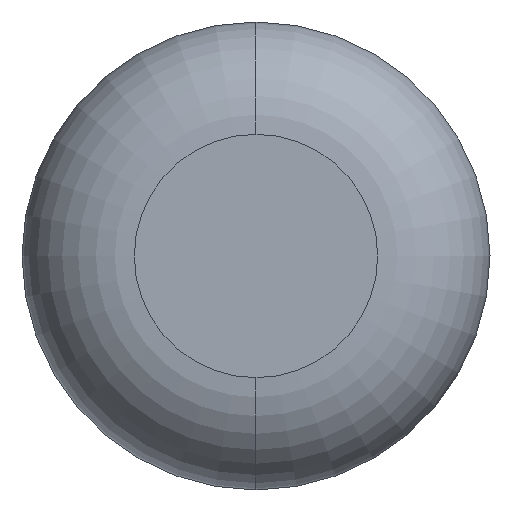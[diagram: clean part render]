
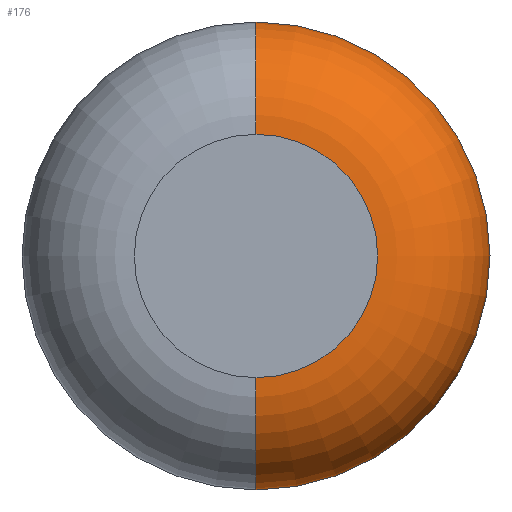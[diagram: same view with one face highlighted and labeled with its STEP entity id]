
A CAD part, front view. The second image highlights one B-rep face of the part: STEP entity #176.
In plain terms, the highlighted toroidal (fillet/blend) face has major radius 0.826 mm and minor radius 0.762 mm.
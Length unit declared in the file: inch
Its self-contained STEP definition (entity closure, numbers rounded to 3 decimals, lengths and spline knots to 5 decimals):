
#5 = VERTEX_POINT ( 'NONE', #316 ) ;
#22 = CARTESIAN_POINT ( 'NONE',  ( 0., 0.03, -0.0625 ) ) ;
#26 = CARTESIAN_POINT ( 'NONE',  ( 0., 0., 0. ) ) ;
#33 = DIRECTION ( 'NONE',  ( 0., 0., -1. ) ) ;
#37 = CIRCLE ( 'NONE', #466, 0.03 ) ;
#44 = EDGE_LOOP ( 'NONE', ( #83, #277, #53, #547 ) ) ;
#53 = ORIENTED_EDGE ( 'NONE', *, *, #358, .F. ) ;
#83 = ORIENTED_EDGE ( 'NONE', *, *, #366, .T. ) ;
#84 = VERTEX_POINT ( 'NONE', #22 ) ;
#88 = FACE_OUTER_BOUND ( 'NONE', #44, .T. ) ;
#120 = AXIS2_PLACEMENT_3D ( 'NONE', #26, #361, #453 ) ;
#133 = CARTESIAN_POINT ( 'NONE',  ( 0., 0.03, 0. ) ) ;
#176 = ADVANCED_FACE ( 'NONE', ( #88 ), #427, .T. ) ;
#178 = DIRECTION ( 'NONE',  ( 0., 0., -1. ) ) ;
#245 = DIRECTION ( 'NONE',  ( 0., -1., 0. ) ) ;
#251 = CARTESIAN_POINT ( 'NONE',  ( 0., 0.03, -0.0325 ) ) ;
#262 = VERTEX_POINT ( 'NONE', #543 ) ;
#277 = ORIENTED_EDGE ( 'NONE', *, *, #522, .T. ) ;
#316 = CARTESIAN_POINT ( 'NONE',  ( 0., 0.03, 0.0625 ) ) ;
#342 = DIRECTION ( 'NONE',  ( 0., -1., 0. ) ) ;
#345 = CARTESIAN_POINT ( 'NONE',  ( 0., 0., -0.0325 ) ) ;
#346 = AXIS2_PLACEMENT_3D ( 'NONE', #531, #245, #33 ) ;
#358 = EDGE_CURVE ( 'NONE', #432, #262, #363, .T. ) ;
#361 = DIRECTION ( 'NONE',  ( 0., -1., 0. ) ) ;
#363 = CIRCLE ( 'NONE', #120, 0.0325 ) ;
#366 = EDGE_CURVE ( 'NONE', #84, #5, #542, .T. ) ;
#400 = AXIS2_PLACEMENT_3D ( 'NONE', #471, #426, #178 ) ;
#411 = DIRECTION ( 'NONE',  ( -1., 0., 0. ) ) ;
#426 = DIRECTION ( 'NONE',  ( 1., 0., 0. ) ) ;
#427 = TOROIDAL_SURFACE ( 'NONE', #498, 0.0325, 0.03 ) ;
#432 = VERTEX_POINT ( 'NONE', #345 ) ;
#453 = DIRECTION ( 'NONE',  ( 0., 0., -1. ) ) ;
#466 = AXIS2_PLACEMENT_3D ( 'NONE', #251, #411, #511 ) ;
#470 = EDGE_CURVE ( 'NONE', #84, #432, #37, .T. ) ;
#471 = CARTESIAN_POINT ( 'NONE',  ( 0., 0.03, 0.0325 ) ) ;
#498 = AXIS2_PLACEMENT_3D ( 'NONE', #133, #342, #514 ) ;
#499 = CIRCLE ( 'NONE', #400, 0.03 ) ;
#511 = DIRECTION ( 'NONE',  ( 0., 0., 1. ) ) ;
#514 = DIRECTION ( 'NONE',  ( 0., 0., -1. ) ) ;
#522 = EDGE_CURVE ( 'NONE', #5, #262, #499, .T. ) ;
#531 = CARTESIAN_POINT ( 'NONE',  ( 0., 0.03, 0. ) ) ;
#542 = CIRCLE ( 'NONE', #346, 0.0625 ) ;
#543 = CARTESIAN_POINT ( 'NONE',  ( 0., 0., 0.0325 ) ) ;
#547 = ORIENTED_EDGE ( 'NONE', *, *, #470, .F. ) ;
